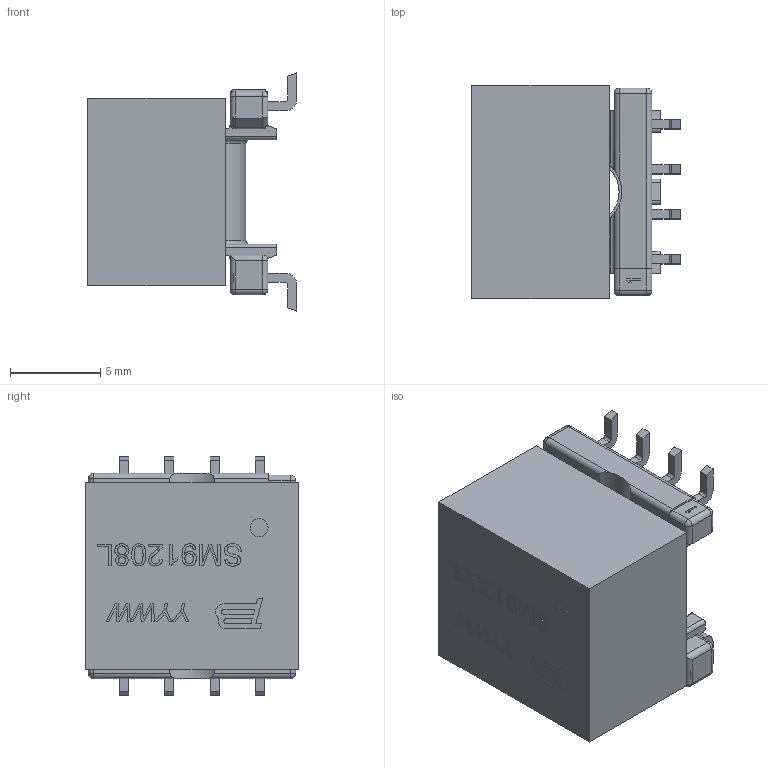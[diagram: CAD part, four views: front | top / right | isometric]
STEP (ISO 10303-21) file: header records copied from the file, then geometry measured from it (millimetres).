
FILE_DESCRIPTION(/* description */ (''),/* implementation_level */ '2;1');
FILE_NAME(/* name */ 'SM91208L.stp',/* time_stamp */ '2023-08-23T14:14:30+08:00',/* author */ ('jetz'),/* organization */ (''),/* preprocessor_version */ 'ST-DEVELOPER v19',/* originating_system */ 'Autodesk Inventor 2023',/* authorisation */ '');
FILE_SCHEMA (('AUTOMOTIVE_DESIGN { 1 0 10303 214 3 1 1 }'));
Length unit declared in the file: millimetre
Products named in the file (1): SM91208L
Bounding box: 11.62 x 11.8 x 13.2 mm (x, y, z)
Volume: 1082.8 mm3; surface area: 891.9 mm2
Topology: 1 solids, 1 shells, 421 faces, 1125 edges, 736 vertices
Faces by surface type: plane 232, bspline 88, cylinder 85, sphere 14, torus 2
Full cylindrical faces by diameter (mm): 1 x1
Entity records: 13890 total; most frequent: CARTESIAN_POINT 3834, ORIENTED_EDGE 2250, DIRECTION 1751, EDGE_CURVE 1125, LINE 767, VECTOR 767, VERTEX_POINT 736, AXIS2_PLACEMENT_3D 492
